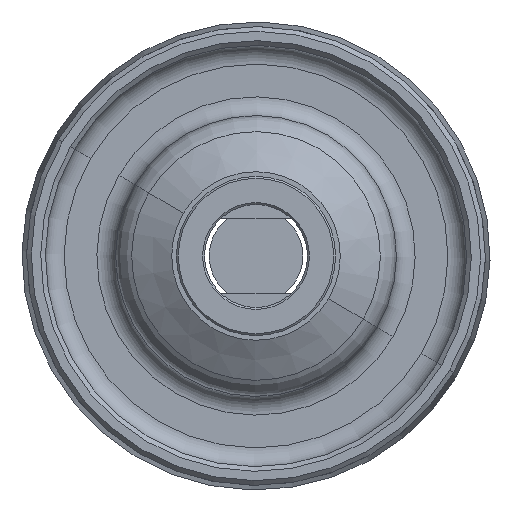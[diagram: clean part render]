
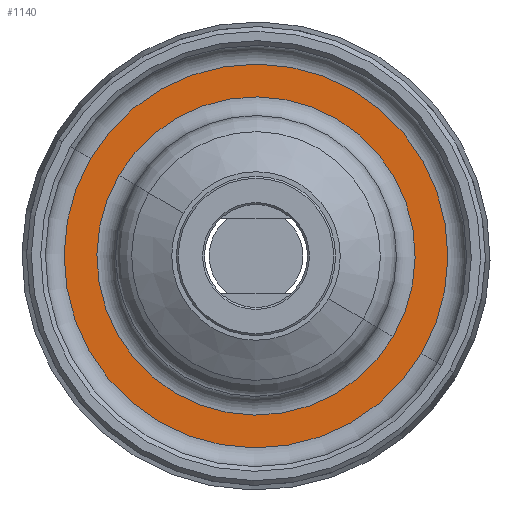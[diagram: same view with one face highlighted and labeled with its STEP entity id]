
A CAD part, front view. The second image highlights one B-rep face of the part: STEP entity #1140.
In plain terms, the highlighted face is planar.
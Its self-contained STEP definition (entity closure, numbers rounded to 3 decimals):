
#29 = FACE_OUTER_BOUND ( 'NONE', #2021, .T. ) ;
#78 = ORIENTED_EDGE ( 'NONE', *, *, #2307, .T. ) ;
#91 = DIRECTION ( 'NONE',  ( 0., 0., -1. ) ) ;
#117 = AXIS2_PLACEMENT_3D ( 'NONE', #1175, #2345, #122 ) ;
#122 = DIRECTION ( 'NONE',  ( 1., 0., 0. ) ) ;
#127 = CIRCLE ( 'NONE', #2126, 17. ) ;
#200 = EDGE_CURVE ( 'NONE', #1371, #517, #127, .T. ) ;
#231 = VERTEX_POINT ( 'NONE', #809 ) ;
#244 = AXIS2_PLACEMENT_3D ( 'NONE', #1273, #1474, #691 ) ;
#311 = CARTESIAN_POINT ( 'NONE',  ( -20.5, 0., -1.5 ) ) ;
#356 = DIRECTION ( 'NONE',  ( 0., 0., -1. ) ) ;
#517 = VERTEX_POINT ( 'NONE', #573 ) ;
#573 = CARTESIAN_POINT ( 'NONE',  ( 17., 0., -1.5 ) ) ;
#626 = CIRCLE ( 'NONE', #117, 17. ) ;
#647 = ORIENTED_EDGE ( 'NONE', *, *, #200, .T. ) ;
#660 = PLANE ( 'NONE',  #244 ) ;
#671 = CIRCLE ( 'NONE', #844, 20.5 ) ;
#691 = DIRECTION ( 'NONE',  ( 1., 0., 0. ) ) ;
#809 = CARTESIAN_POINT ( 'NONE',  ( 20.5, 0., -1.5 ) ) ;
#844 = AXIS2_PLACEMENT_3D ( 'NONE', #909, #91, #1715 ) ;
#909 = CARTESIAN_POINT ( 'NONE',  ( 0., 0., -1.5 ) ) ;
#976 = AXIS2_PLACEMENT_3D ( 'NONE', #2568, #356, #1764 ) ;
#1004 = DIRECTION ( 'NONE',  ( 0., 0., 1. ) ) ;
#1009 = ORIENTED_EDGE ( 'NONE', *, *, #1811, .T. ) ;
#1132 = EDGE_LOOP ( 'NONE', ( #78, #647 ) ) ;
#1140 = ADVANCED_FACE ( 'NONE', ( #2462, #29 ), #660, .F. ) ;
#1175 = CARTESIAN_POINT ( 'NONE',  ( 0., 0., -1.5 ) ) ;
#1256 = EDGE_CURVE ( 'NONE', #231, #2414, #671, .T. ) ;
#1273 = CARTESIAN_POINT ( 'NONE',  ( 15., 0., -1.5 ) ) ;
#1371 = VERTEX_POINT ( 'NONE', #2189 ) ;
#1402 = CARTESIAN_POINT ( 'NONE',  ( 0., 0., -1.5 ) ) ;
#1474 = DIRECTION ( 'NONE',  ( 0., 0., 1. ) ) ;
#1486 = CIRCLE ( 'NONE', #976, 20.5 ) ;
#1715 = DIRECTION ( 'NONE',  ( 1., 0., 0. ) ) ;
#1764 = DIRECTION ( 'NONE',  ( 1., 0., 0. ) ) ;
#1811 = EDGE_CURVE ( 'NONE', #2414, #231, #1486, .T. ) ;
#2021 = EDGE_LOOP ( 'NONE', ( #2107, #1009 ) ) ;
#2028 = DIRECTION ( 'NONE',  ( 1., 0., 0. ) ) ;
#2107 = ORIENTED_EDGE ( 'NONE', *, *, #1256, .T. ) ;
#2126 = AXIS2_PLACEMENT_3D ( 'NONE', #1402, #1004, #2028 ) ;
#2189 = CARTESIAN_POINT ( 'NONE',  ( -17., 0., -1.5 ) ) ;
#2307 = EDGE_CURVE ( 'NONE', #517, #1371, #626, .T. ) ;
#2345 = DIRECTION ( 'NONE',  ( 0., 0., 1. ) ) ;
#2414 = VERTEX_POINT ( 'NONE', #311 ) ;
#2462 = FACE_BOUND ( 'NONE', #1132, .T. ) ;
#2568 = CARTESIAN_POINT ( 'NONE',  ( 0., 0., -1.5 ) ) ;
